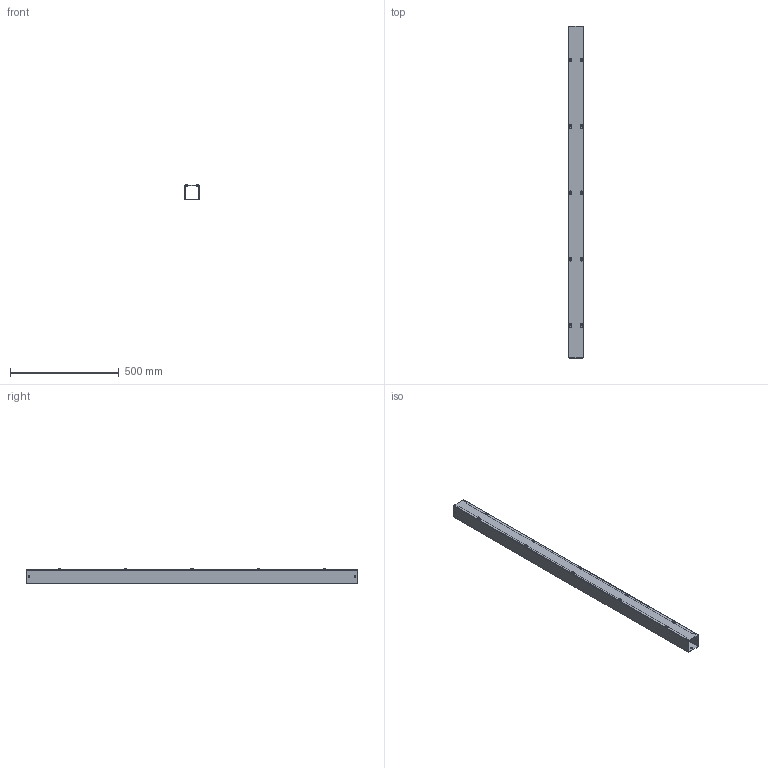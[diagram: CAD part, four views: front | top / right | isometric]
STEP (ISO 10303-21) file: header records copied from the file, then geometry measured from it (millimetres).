
FILE_DESCRIPTION (( 'STEP AP203' ), '1' );
FILE_NAME ('CWSC260NK.step', '2024-04-25T15:04:38', ( '' ), ( '' ), 'SwSTEP 2.0', 'SolidWorks 2023', '' );
FILE_SCHEMA (( 'CONFIG_CONTROL_DESIGN' ));
Length unit declared in the file: inch
Products named in the file (1): CWSC260NK
Bounding box: 66.4 x 1524 x 70.84 mm (x, y, z)
Volume: 614465.1 mm3; surface area: 857792.4 mm2
Topology: 12 solids, 12 shells, 358 faces, 912 edges, 588 vertices
Faces by surface type: plane 178, cylinder 120, bspline 40, cone 20
Entity records: 12837 total; most frequent: CARTESIAN_POINT 4119, ORIENTED_EDGE 1824, DIRECTION 1770, EDGE_CURVE 912, AXIS2_PLACEMENT_3D 639, VERTEX_POINT 588, LINE 492, VECTOR 492
